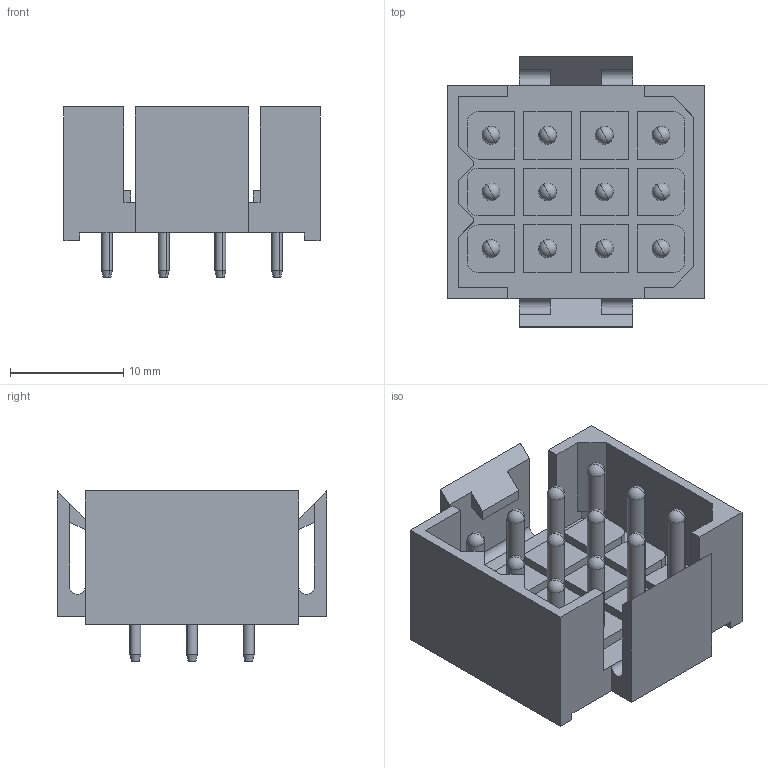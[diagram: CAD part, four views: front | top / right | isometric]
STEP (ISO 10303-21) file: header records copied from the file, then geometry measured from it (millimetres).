
FILE_DESCRIPTION(('CATIA V5 STEP Exchange','CAx-IF Rec.Pracs.--- Model Styling and Organization---1.2---2011-12-15'),'2;1');
FILE_NAME ('D1452033_0_1443500000_1443500000.stp','2018-09-20T17:48:07+00:00',('none'),('Weidmueller'),'CATIA Version 5-6 Release 2014','CATIA V5 STEP AP214','none');
FILE_SCHEMA(('AUTOMOTIVE_DESIGN { 1 0 10303 214 1 1 1 1 }'));
Length unit declared in the file: millimetre
Products named in the file (1): 1443500000
Bounding box: 22.6 x 23.8 x 15 mm (x, y, z)
Volume: 2392.7 mm3; surface area: 3662.3 mm2
Topology: 13 solids, 13 shells, 274 faces, 656 edges, 408 vertices
Faces by surface type: plane 138, cylinder 88, sphere 24, cone 24
Entity records: 6957 total; most frequent: ORIENTED_EDGE 1264, CARTESIAN_POINT 1186, DIRECTION 922, EDGE_CURVE 632, VECTOR 408, LINE 408, VERTEX_POINT 408, AXIS2_PLACEMENT_3D 370
